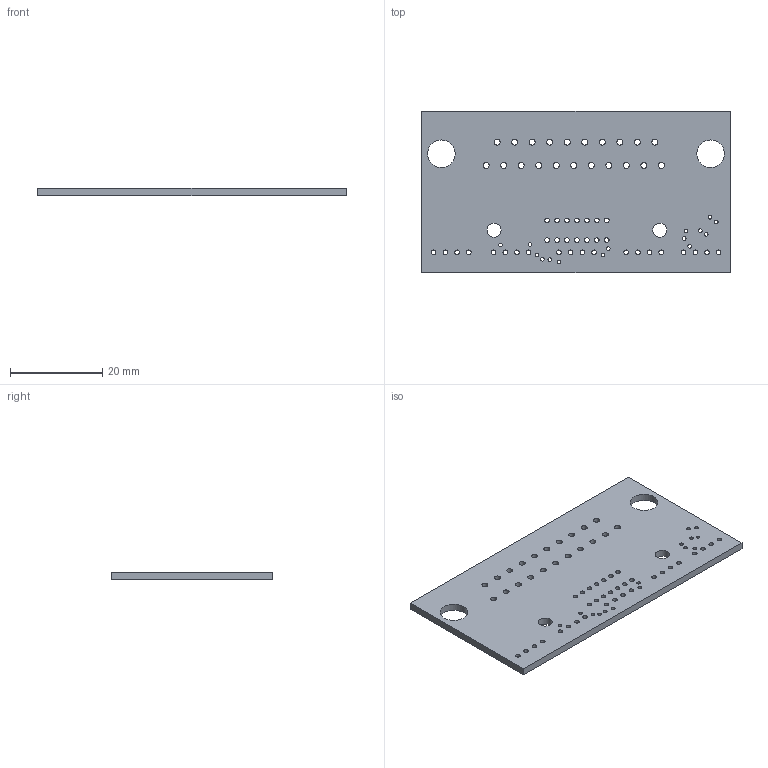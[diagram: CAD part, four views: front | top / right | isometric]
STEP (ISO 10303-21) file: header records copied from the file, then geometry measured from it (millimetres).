
FILE_DESCRIPTION(('KiCad electronic assembly'),'2;1');
FILE_NAME('Ultra-AV.step','2022-03-06T18:13:49',('Pcbnew'),('Kicad'), 'Open CASCADE STEP processor 7.6','KiCad to STEP converter','Unknown' );
FILE_SCHEMA(('AUTOMOTIVE_DESIGN { 1 0 10303 214 1 1 1 1 }'));
Length unit declared in the file: millimetre
Products named in the file (2): Ultra-AV 1; Ultra-AV PCB
Assembly tree (1 placements, depth 2):
  Ultra-AV 1
    Ultra-AV PCB
Bounding box: 67 x 35 x 1.6 mm (x, y, z)
Volume: 3538.8 mm3; surface area: 5209.3 mm2
Topology: 1 solids, 1 shells, 80 faces, 234 edges, 156 vertices
Faces by surface type: cylinder 74, plane 6
Full cylindrical faces by diameter (mm): 0.8 x15, 1 x34, 1.3 x21, 3.05 x2, 6 x2
Entity records: 6575 total; most frequent: CARTESIAN_POINT 1828, DIRECTION 866, ORIENTED_EDGE 468, PCURVE 468, DEFINITIONAL_REPRESENTATION 468, LINE 406, VECTOR 406, EDGE_CURVE 234
